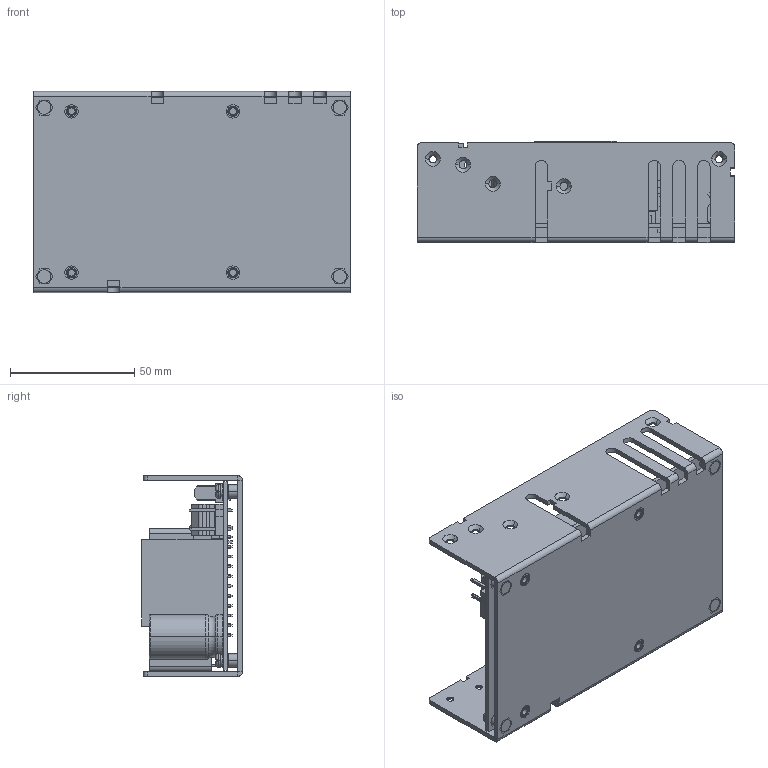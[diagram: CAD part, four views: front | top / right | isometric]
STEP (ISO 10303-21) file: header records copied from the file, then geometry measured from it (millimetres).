
FILE_DESCRIPTION((''),'2;1');
FILE_NAME('MPI-806H_ASM','2017-08-22T',('Abe'),(''),'PRO/ENGINEER BY PARAMETRIC TECHNOLOGY CORPORATION, 2011080','PRO/ENGINEER BY PARAMETRIC TECHNOLOGY CORPORATION, 2011080','');
FILE_SCHEMA(('CONFIG_CONTROL_DESIGN'));
Length unit declared in the file: millimetre
Products named in the file (15): 831-806D-B; NUT6_0MM; 2MMNUT; 831-806D-B_ASM; 850-806H; 800-806H-02; HEAT_SINK_PIN; 800-806H-02_ASM; 360-806H-4; 242-S112-MG; 710-8089-02; 710-8673-12; 790-923A; 710-8812-03; MPI-806H_ASM
Assembly tree (24 placements, depth 3):
  MPI-806H_ASM
    831-806D-B_ASM
      831-806D-B
      NUT6_0MM  x4
      2MMNUT  x4
    850-806H
    800-806H-02_ASM
      800-806H-02
      HEAT_SINK_PIN  x2
    360-806H-4
    242-S112-MG
    710-8089-02
    710-8673-12
    790-923A  x4
    710-8812-03
Bounding box: 128 x 40.6 x 81 mm (x, y, z)
Volume: 106856.5 mm3; surface area: 80642 mm2
Topology: 22 solids, 22 shells, 1339 faces, 3532 edges, 2302 vertices
Faces by surface type: plane 1018, cylinder 261, cone 42, torus 18
Entity records: 36218 total; most frequent: CARTESIAN_POINT 7348, ORIENTED_EDGE 6104, DIRECTION 5578, EDGE_CURVE 3052, VECTOR 2454, LINE 2454, VERTEX_POINT 1988, AXIS2_PLACEMENT_3D 1562
